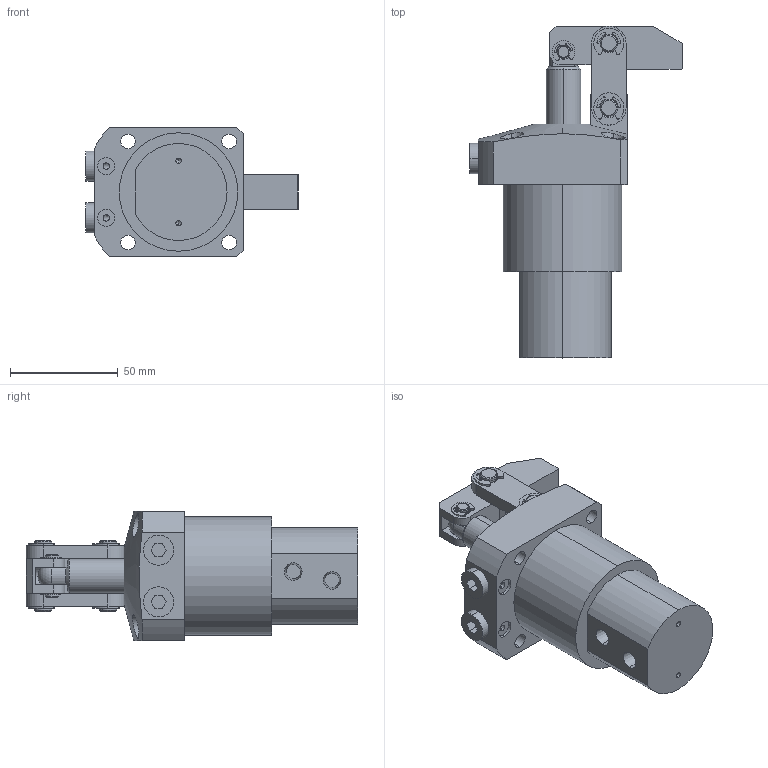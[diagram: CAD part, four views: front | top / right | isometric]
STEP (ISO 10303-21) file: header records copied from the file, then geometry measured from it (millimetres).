
FILE_DESCRIPTION (( 'STEP AP214' ), '1' );
FILE_NAME ('CLKA-055GN油压杠杆缸三维图 .STEP', '2021-03-20T02:18:45', ( 'PC' ), ( '' ), 'SwSTEP 2.0', 'SolidWorks 2016', '' );
FILE_SCHEMA (( 'AUTOMOTIVE_DESIGN' ));
Length unit declared in the file: millimetre
Products named in the file (10): 055GN掛极; 囀鞠褒黑芛郔陔1-8_1; 40蟀裝1_3_1_3; 开口挡圈6_3_3; 40傻种1_3_3; CLKA-40揤旋2_3_3; CLKA-055活塞杆_3; 开口挡圈8_3_3; 40酗种_3_3; CLKA-055GN油压杠杆缸三维图 
Assembly tree (16 placements, depth 2):
  CLKA-055GN油压杠杆缸三维图 
    40酗种_3_3  x2
    开口挡圈8_3_3  x4
    CLKA-055活塞杆_3
    CLKA-40揤旋2_3_3
    40傻种1_3_3
    开口挡圈6_3_3  x2
    40蟀裝1_3_1_3  x2
    囀鞠褒黑芛郔陔1-8_1  x2
    055GN掛极
Bounding box: 98.5 x 154 x 60 mm (x, y, z)
Volume: 257312 mm3; surface area: 59400.1 mm2
Topology: 16 solids, 16 shells, 441 faces, 1112 edges, 729 vertices
Faces by surface type: cylinder 232, plane 143, cone 61, bspline 4, sphere 1
Entity records: 9125 total; most frequent: CARTESIAN_POINT 1985, DIRECTION 1504, ORIENTED_EDGE 1318, EDGE_CURVE 659, AXIS2_PLACEMENT_3D 599, VERTEX_POINT 431, EDGE_LOOP 324, CIRCLE 313
